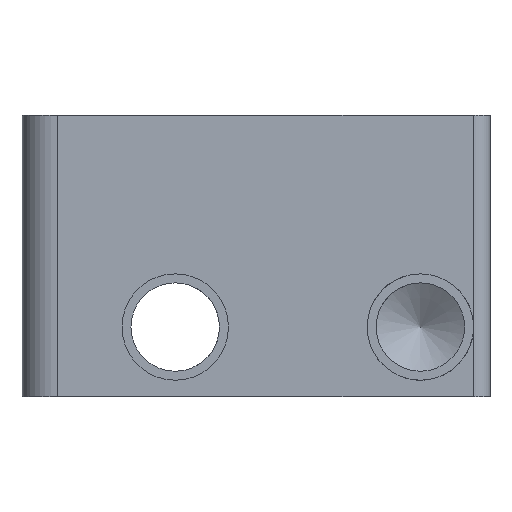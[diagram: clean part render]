
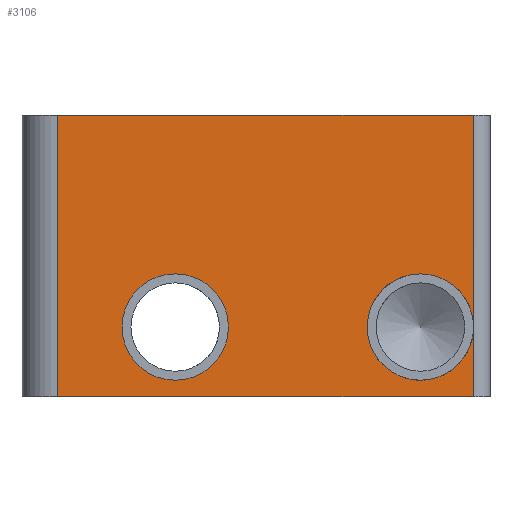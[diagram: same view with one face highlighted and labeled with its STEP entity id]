
A CAD part, front view. The second image highlights one B-rep face of the part: STEP entity #3106.
In plain terms, the highlighted planar face has unit normal (0, -1, 0).
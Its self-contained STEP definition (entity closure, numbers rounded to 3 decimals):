
#57=FACE_BOUND('',#645,.T.);
#239=PLANE('',#3521);
#409=FACE_OUTER_BOUND('',#644,.T.);
#644=EDGE_LOOP('',(#2629,#2630,#2631,#2632,#2633,#2634,#2635));
#645=EDGE_LOOP('',(#2636));
#755=LINE('',#4914,#951);
#757=LINE('',#4921,#953);
#770=LINE('',#4981,#966);
#849=LINE('',#5457,#1045);
#850=LINE('',#5458,#1046);
#951=VECTOR('',#3877,1000.);
#953=VECTOR('',#3883,1000.);
#966=VECTOR('',#3936,1000.);
#1045=VECTOR('',#4447,1000.);
#1046=VECTOR('',#4448,1000.);
#1155=CIRCLE('',#3249,9.55);
#1156=CIRCLE('',#3250,9.55);
#1159=CIRCLE('',#3255,9.55);
#1390=VERTEX_POINT('',#4821);
#1391=VERTEX_POINT('',#4823);
#1392=VERTEX_POINT('',#4825);
#1395=VERTEX_POINT('',#4839);
#1418=VERTEX_POINT('',#4913);
#1421=VERTEX_POINT('',#4919);
#1446=VERTEX_POINT('',#4977);
#1448=VERTEX_POINT('',#4980);
#1686=EDGE_CURVE('',#1390,#1391,#1155,.T.);
#1688=EDGE_CURVE('',#1392,#1390,#1156,.T.);
#1692=EDGE_CURVE('',#1395,#1395,#1159,.T.);
#1725=EDGE_CURVE('',#1418,#1391,#755,.T.);
#1729=EDGE_CURVE('',#1392,#1421,#757,.T.);
#1755=EDGE_CURVE('',#1448,#1446,#770,.T.);
#1958=EDGE_CURVE('',#1448,#1421,#849,.T.);
#1959=EDGE_CURVE('',#1446,#1418,#850,.T.);
#2629=ORIENTED_EDGE('',*,*,#1688,.F.);
#2630=ORIENTED_EDGE('',*,*,#1729,.T.);
#2631=ORIENTED_EDGE('',*,*,#1958,.F.);
#2632=ORIENTED_EDGE('',*,*,#1755,.T.);
#2633=ORIENTED_EDGE('',*,*,#1959,.T.);
#2634=ORIENTED_EDGE('',*,*,#1725,.T.);
#2635=ORIENTED_EDGE('',*,*,#1686,.F.);
#2636=ORIENTED_EDGE('',*,*,#1692,.F.);
#3106=ADVANCED_FACE('',(#409,#57),#239,.T.);
#3249=AXIS2_PLACEMENT_3D('',#4824,#3785,#3786);
#3250=AXIS2_PLACEMENT_3D('',#4832,#3787,#3788);
#3255=AXIS2_PLACEMENT_3D('',#4841,#3798,#3799);
#3521=AXIS2_PLACEMENT_3D('',#5456,#4445,#4446);
#3785=DIRECTION('center_axis',(0.,-1.,0.));
#3786=DIRECTION('ref_axis',(0.,0.,-1.));
#3787=DIRECTION('center_axis',(0.,-1.,0.));
#3788=DIRECTION('ref_axis',(0.,0.,-1.));
#3798=DIRECTION('center_axis',(0.,-1.,0.));
#3799=DIRECTION('ref_axis',(0.,0.,-1.));
#3877=DIRECTION('',(0.,0.,1.));
#3883=DIRECTION('',(0.,0.,1.));
#3936=DIRECTION('',(0.,0.,-1.));
#4445=DIRECTION('center_axis',(0.,-1.,0.));
#4446=DIRECTION('ref_axis',(0.,0.,-1.));
#4447=DIRECTION('',(1.,0.,0.));
#4448=DIRECTION('',(1.,0.,0.));
#4821=CARTESIAN_POINT('',(22.,-104.5,-28.45));
#4823=CARTESIAN_POINT('',(31.5,-104.5,-38.976));
#4824=CARTESIAN_POINT('Origin',(22.,-104.5,-38.));
#4825=CARTESIAN_POINT('',(31.5,-104.5,-37.024));
#4832=CARTESIAN_POINT('Origin',(22.,-104.5,-38.));
#4839=CARTESIAN_POINT('',(-22.,-104.5,-28.45));
#4841=CARTESIAN_POINT('Origin',(-22.,-104.5,-38.));
#4913=CARTESIAN_POINT('',(31.5,-104.5,-50.5));
#4914=CARTESIAN_POINT('',(31.5,-104.5,-50.5));
#4919=CARTESIAN_POINT('',(31.5,-104.5,0.));
#4921=CARTESIAN_POINT('',(31.5,-104.5,-50.5));
#4977=CARTESIAN_POINT('',(-43.15,-104.5,-50.5));
#4980=CARTESIAN_POINT('',(-43.15,-104.5,0.));
#4981=CARTESIAN_POINT('',(-43.15,-104.5,-50.5));
#5456=CARTESIAN_POINT('Origin',(-49.5,-104.5,-50.5));
#5457=CARTESIAN_POINT('',(-49.5,-104.5,0.));
#5458=CARTESIAN_POINT('',(-49.5,-104.5,-50.5));
